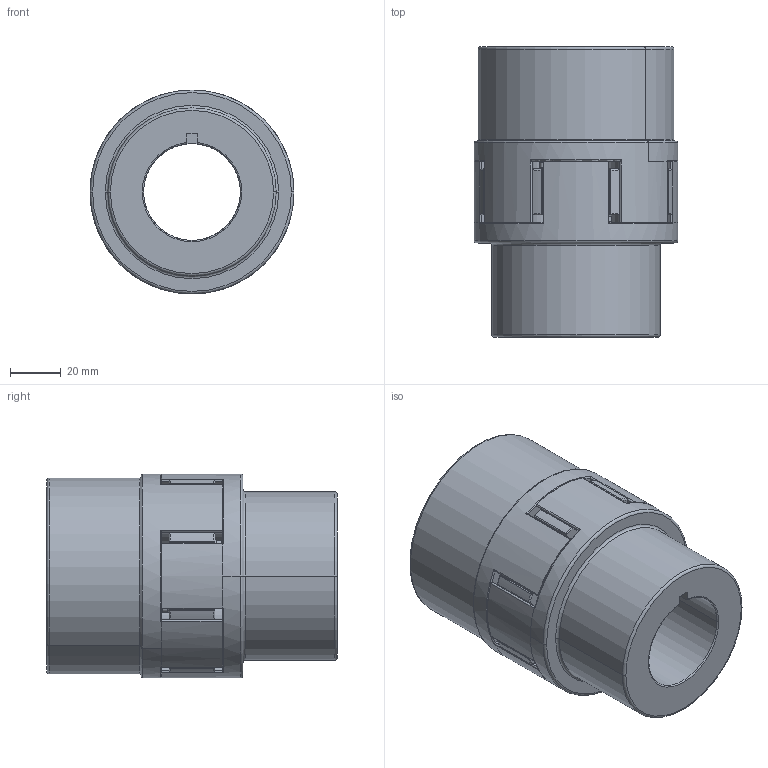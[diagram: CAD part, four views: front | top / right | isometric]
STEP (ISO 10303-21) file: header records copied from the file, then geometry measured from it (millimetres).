
FILE_DESCRIPTION(('CATIA V5 STEP Exchange'),'2;1');
FILE_NAME('Ansable.stp','2021-07-12T17:18:57+00:00',('none'),('none'),'CATIA Version 5 Release 19 GA (IN-10)','CATIA V5 STEP AP203','none');
FILE_SCHEMA(('CONFIG_CONTROL_DESIGN'));
Length unit declared in the file: millimetre
Products named in the file (1): Product1
Assembly tree (3 placements, depth 2):
  Product1
    #56
    #2743
    #9390
Bounding box: 80 x 114 x 80 mm (x, y, z)
Volume: 360576.5 mm3; surface area: 73101.4 mm2
Topology: 3 solids, 3 shells, 447 faces, 1063 edges, 600 vertices
Faces by surface type: torus 224, cylinder 158, plane 33, sphere 32
Entity records: 12034 total; most frequent: CARTESIAN_POINT 2183, ORIENTED_EDGE 2062, DIRECTION 1831, AXIS2_PLACEMENT_3D 1230, EDGE_CURVE 1031, CIRCLE 818, VERTEX_POINT 600, EDGE_LOOP 463
